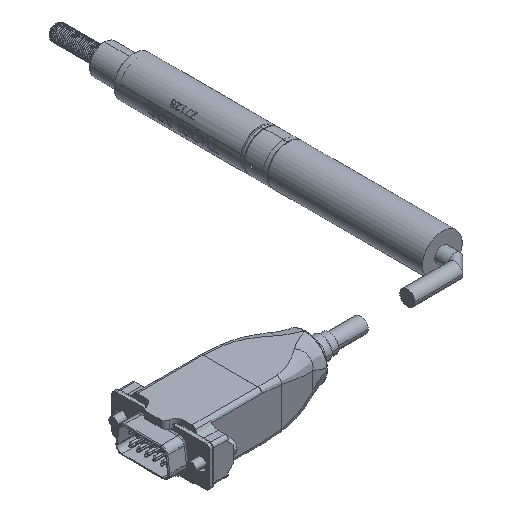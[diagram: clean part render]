
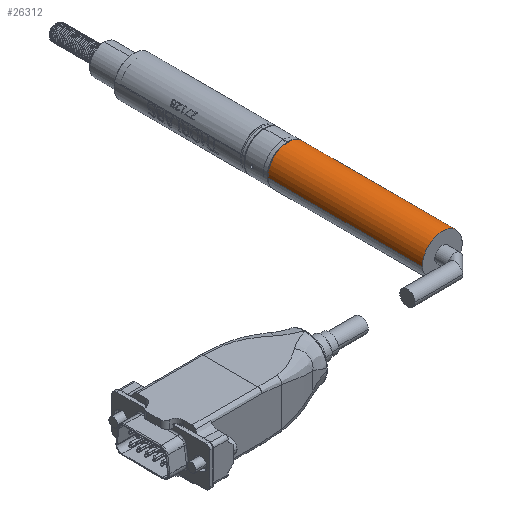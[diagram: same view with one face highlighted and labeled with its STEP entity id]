
A CAD part, isometric view. The second image highlights one B-rep face of the part: STEP entity #26312.
In plain terms, the highlighted cylindrical face has radius 6.35 mm (diameter 12.7 mm), a partial arc.
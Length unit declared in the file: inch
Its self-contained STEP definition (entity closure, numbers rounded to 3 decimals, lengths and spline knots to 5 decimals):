
#26269 = ORIENTED_EDGE ( 'NONE', *, *, #26271, .F. ) ;
#26271 = EDGE_CURVE ( 'NONE', #26299, #26297, #46348, .T. ) ;
#26273 = ORIENTED_EDGE ( 'NONE', *, *, #26311, .T. ) ;
#26274 = ORIENTED_EDGE ( 'NONE', *, *, #26275, .T. ) ;
#26275 = EDGE_CURVE ( 'NONE', #26309, #26304, #46343, .T. ) ;
#26297 = VERTEX_POINT ( 'NONE', #46320 ) ;
#26299 = VERTEX_POINT ( 'NONE', #46319 ) ;
#26302 = EDGE_CURVE ( 'NONE', #26297, #26304, #46318, .T. ) ;
#26304 = VERTEX_POINT ( 'NONE', #46379 ) ;
#26309 = VERTEX_POINT ( 'NONE', #46373 ) ;
#26311 = EDGE_CURVE ( 'NONE', #26299, #26309, #46372, .T. ) ;
#26312 = ADVANCED_FACE ( 'NONE', ( #46368 ), #46367, .T. ) ;
#26313 = EDGE_LOOP ( 'NONE', ( #26314, #26269, #26273, #26274 ) ) ;
#26314 = ORIENTED_EDGE ( 'NONE', *, *, #26302, .F. ) ;
#45389 = VECTOR ( 'NONE', #45864, 39.37008 ) ;
#45864 = DIRECTION ( 'NONE',  ( 0., 0., -1. ) ) ;
#46317 = CARTESIAN_POINT ( 'NONE',  ( 0.25, 0., 1.95 ) ) ;
#46318 = LINE ( 'NONE', #46317, #45389 ) ;
#46319 = CARTESIAN_POINT ( 'NONE',  ( -0.25, 0., 1.95 ) ) ;
#46320 = CARTESIAN_POINT ( 'NONE',  ( 0.25, 0., 1.95 ) ) ;
#46339 = DIRECTION ( 'NONE',  ( 1., 0., 0. ) ) ;
#46340 = DIRECTION ( 'NONE',  ( 0., 0., 1. ) ) ;
#46341 = CARTESIAN_POINT ( 'NONE',  ( 0., 0., 0. ) ) ;
#46342 = AXIS2_PLACEMENT_3D ( 'NONE', #46341, #46340, #46339 ) ;
#46343 = CIRCLE ( 'NONE', #46342, 0.25 ) ;
#46344 = DIRECTION ( 'NONE',  ( 1., 0., 0. ) ) ;
#46345 = DIRECTION ( 'NONE',  ( 0., 0., 1. ) ) ;
#46346 = CARTESIAN_POINT ( 'NONE',  ( 0., 0., 1.95 ) ) ;
#46347 = AXIS2_PLACEMENT_3D ( 'NONE', #46346, #46345, #46344 ) ;
#46348 = CIRCLE ( 'NONE', #46347, 0.25 ) ;
#46363 = DIRECTION ( 'NONE',  ( -1., 0., 0. ) ) ;
#46364 = DIRECTION ( 'NONE',  ( 0., 0., -1. ) ) ;
#46365 = CARTESIAN_POINT ( 'NONE',  ( 0., 0., 1.95 ) ) ;
#46366 = AXIS2_PLACEMENT_3D ( 'NONE', #46365, #46364, #46363 ) ;
#46367 = CYLINDRICAL_SURFACE ( 'NONE', #46366, 0.25 ) ;
#46368 = FACE_OUTER_BOUND ( 'NONE', #26313, .T. ) ;
#46369 = DIRECTION ( 'NONE',  ( 0., 0., -1. ) ) ;
#46370 = VECTOR ( 'NONE', #46369, 39.37008 ) ;
#46371 = CARTESIAN_POINT ( 'NONE',  ( -0.25, 0., 1.95 ) ) ;
#46372 = LINE ( 'NONE', #46371, #46370 ) ;
#46373 = CARTESIAN_POINT ( 'NONE',  ( -0.25, 0., 0. ) ) ;
#46379 = CARTESIAN_POINT ( 'NONE',  ( 0.25, 0., 0. ) ) ;
